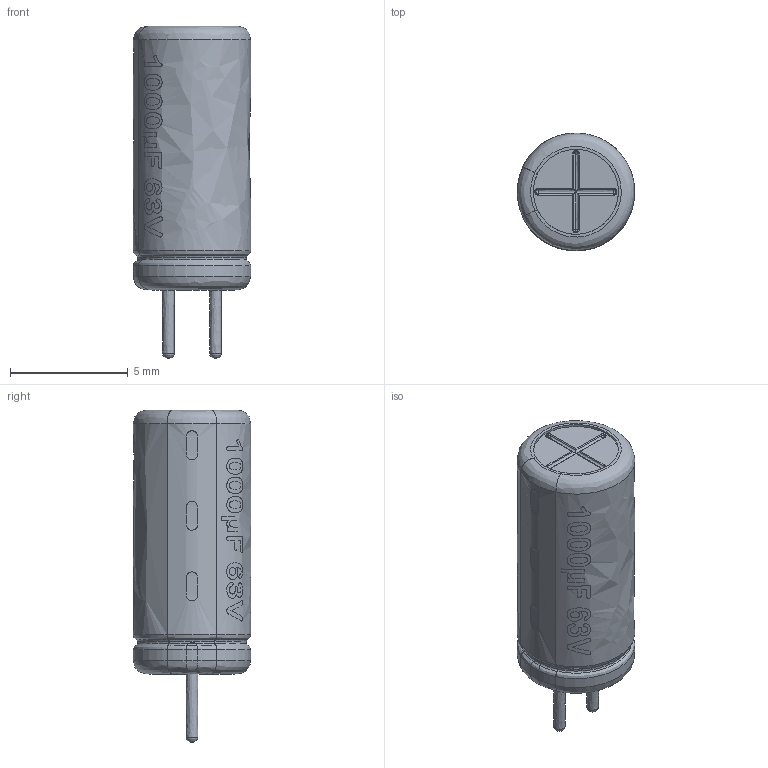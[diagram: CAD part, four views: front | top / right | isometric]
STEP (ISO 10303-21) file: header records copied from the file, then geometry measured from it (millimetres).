
FILE_DESCRIPTION(/* description */ (''),/* implementation_level */ '2;1');
FILE_NAME(/* name */ 'Aluminum Electrolytic Capacitor',/* time_stamp */ '2020-04-21T18:06:21+02:00',/* author */ (''),/* organization */ (''),/* preprocessor_version */ 'ST-DEVELOPER v16.5',/* originating_system */ '',/* authorisation */ '');
FILE_SCHEMA (('AUTOMOTIVE_DESIGN'));
Length unit declared in the file: millimetre
Products named in the file (1): Document
Bounding box: 4.99 x 5 x 14.11 mm (x, y, z)
Surface area: 583.2 mm2 (no closed solid volume)
Topology: 0 solids, 27 shells, 130 faces, 367 edges, 267 vertices
Faces by surface type: bspline 107, plane 23
Entity records: 9199 total; most frequent: CARTESIAN_POINT 7020, ORIENTED_EDGE 560, EDGE_CURVE 367, VERTEX_POINT 267, EDGE_LOOP 158, B_SPLINE_CURVE_WITH_KNOTS 150, ADVANCED_FACE 130, FACE_OUTER_BOUND 130
